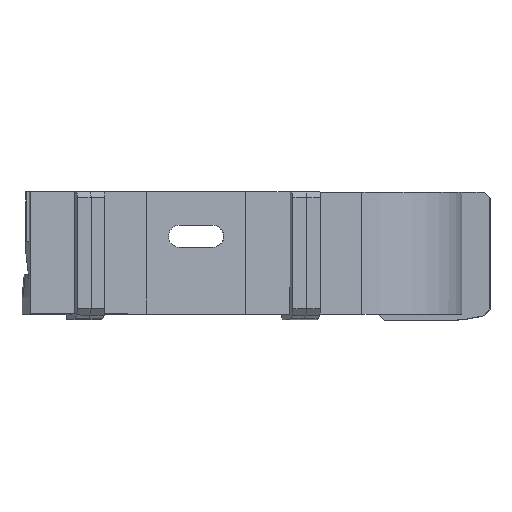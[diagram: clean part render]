
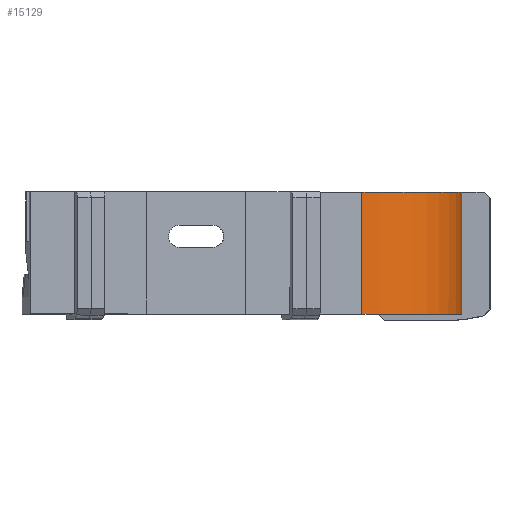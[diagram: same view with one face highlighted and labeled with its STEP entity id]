
A CAD part, left-side view. The second image highlights one B-rep face of the part: STEP entity #15129.
In plain terms, the highlighted cylindrical face has radius 20 mm (diameter 40 mm), a partial arc.
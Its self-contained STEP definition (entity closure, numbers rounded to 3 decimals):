
#15129 = ADVANCED_FACE('',(#15130),#15145,.T.);
#15130 = FACE_BOUND('',#15131,.F.);
#15131 = EDGE_LOOP('',(#15132,#15168,#15196,#15225));
#15132 = ORIENTED_EDGE('',*,*,#15133,.T.);
#15133 = EDGE_CURVE('',#15134,#15136,#15138,.T.);
#15134 = VERTEX_POINT('',#15135);
#15135 = CARTESIAN_POINT('',(0.,0.,0.));
#15136 = VERTEX_POINT('',#15137);
#15137 = CARTESIAN_POINT('',(-19.89,17.909,0.));
#15138 = SURFACE_CURVE('',#15139,(#15144,#15156),.PCURVE_S1.);
#15139 = CIRCLE('',#15140,20.);
#15140 = AXIS2_PLACEMENT_3D('',#15141,#15142,#15143);
#15141 = CARTESIAN_POINT('',(0.,20.,0.));
#15142 = DIRECTION('',(0.,0.,-1.));
#15143 = DIRECTION('',(0.,-1.,0.));
#15144 = PCURVE('',#15145,#15150);
#15145 = CYLINDRICAL_SURFACE('',#15146,20.);
#15146 = AXIS2_PLACEMENT_3D('',#15147,#15148,#15149);
#15147 = CARTESIAN_POINT('',(0.,20.,0.));
#15148 = DIRECTION('',(-0.,-0.,1.));
#15149 = DIRECTION('',(0.,-1.,0.));
#15150 = DEFINITIONAL_REPRESENTATION('',(#15151),#15155);
#15151 = LINE('',#15152,#15153);
#15152 = CARTESIAN_POINT('',(-0.,0.));
#15153 = VECTOR('',#15154,1.);
#15154 = DIRECTION('',(-1.,0.));
#15155 = ( GEOMETRIC_REPRESENTATION_CONTEXT(2) 
PARAMETRIC_REPRESENTATION_CONTEXT() REPRESENTATION_CONTEXT('2D SPACE',''
  ) );
#15156 = PCURVE('',#15157,#15162);
#15157 = PLANE('',#15158);
#15158 = AXIS2_PLACEMENT_3D('',#15159,#15160,#15161);
#15159 = CARTESIAN_POINT('',(0.,20.,0.));
#15160 = DIRECTION('',(0.,0.,-1.));
#15161 = DIRECTION('',(0.,-1.,0.));
#15162 = DEFINITIONAL_REPRESENTATION('',(#15163),#15167);
#15163 = CIRCLE('',#15164,20.);
#15164 = AXIS2_PLACEMENT_2D('',#15165,#15166);
#15165 = CARTESIAN_POINT('',(0.,0.));
#15166 = DIRECTION('',(1.,-0.));
#15167 = ( GEOMETRIC_REPRESENTATION_CONTEXT(2) 
PARAMETRIC_REPRESENTATION_CONTEXT() REPRESENTATION_CONTEXT('2D SPACE',''
  ) );
#15168 = ORIENTED_EDGE('',*,*,#15169,.T.);
#15169 = EDGE_CURVE('',#15136,#15170,#15172,.T.);
#15170 = VERTEX_POINT('',#15171);
#15171 = CARTESIAN_POINT('',(-19.89,17.909,22.));
#15172 = SURFACE_CURVE('',#15173,(#15177,#15184),.PCURVE_S1.);
#15173 = LINE('',#15174,#15175);
#15174 = CARTESIAN_POINT('',(-19.89,17.909,0.));
#15175 = VECTOR('',#15176,1.);
#15176 = DIRECTION('',(0.,0.,1.));
#15177 = PCURVE('',#15145,#15178);
#15178 = DEFINITIONAL_REPRESENTATION('',(#15179),#15183);
#15179 = LINE('',#15180,#15181);
#15180 = CARTESIAN_POINT('',(-1.466,0.));
#15181 = VECTOR('',#15182,1.);
#15182 = DIRECTION('',(-0.,1.));
#15183 = ( GEOMETRIC_REPRESENTATION_CONTEXT(2) 
PARAMETRIC_REPRESENTATION_CONTEXT() REPRESENTATION_CONTEXT('2D SPACE',''
  ) );
#15184 = PCURVE('',#15185,#15190);
#15185 = PLANE('',#15186);
#15186 = AXIS2_PLACEMENT_3D('',#15187,#15188,#15189);
#15187 = CARTESIAN_POINT('',(-15.751,18.344,
    7.662));
#15188 = DIRECTION('',(-0.105,0.995,0.));
#15189 = DIRECTION('',(0.,0.,1.));
#15190 = DEFINITIONAL_REPRESENTATION('',(#15191),#15195);
#15191 = LINE('',#15192,#15193);
#15192 = CARTESIAN_POINT('',(-7.662,-4.162));
#15193 = VECTOR('',#15194,1.);
#15194 = DIRECTION('',(1.,0.));
#15195 = ( GEOMETRIC_REPRESENTATION_CONTEXT(2) 
PARAMETRIC_REPRESENTATION_CONTEXT() REPRESENTATION_CONTEXT('2D SPACE',''
  ) );
#15196 = ORIENTED_EDGE('',*,*,#15197,.F.);
#15197 = EDGE_CURVE('',#15198,#15170,#15200,.T.);
#15198 = VERTEX_POINT('',#15199);
#15199 = CARTESIAN_POINT('',(0.,0.,22.));
#15200 = SURFACE_CURVE('',#15201,(#15206,#15213),.PCURVE_S1.);
#15201 = CIRCLE('',#15202,20.);
#15202 = AXIS2_PLACEMENT_3D('',#15203,#15204,#15205);
#15203 = CARTESIAN_POINT('',(0.,20.,22.));
#15204 = DIRECTION('',(0.,0.,-1.));
#15205 = DIRECTION('',(0.,-1.,0.));
#15206 = PCURVE('',#15145,#15207);
#15207 = DEFINITIONAL_REPRESENTATION('',(#15208),#15212);
#15208 = LINE('',#15209,#15210);
#15209 = CARTESIAN_POINT('',(-0.,22.));
#15210 = VECTOR('',#15211,1.);
#15211 = DIRECTION('',(-1.,0.));
#15212 = ( GEOMETRIC_REPRESENTATION_CONTEXT(2) 
PARAMETRIC_REPRESENTATION_CONTEXT() REPRESENTATION_CONTEXT('2D SPACE',''
  ) );
#15213 = PCURVE('',#15214,#15219);
#15214 = PLANE('',#15215);
#15215 = AXIS2_PLACEMENT_3D('',#15216,#15217,#15218);
#15216 = CARTESIAN_POINT('',(0.,20.,22.));
#15217 = DIRECTION('',(0.,0.,-1.));
#15218 = DIRECTION('',(0.,-1.,0.));
#15219 = DEFINITIONAL_REPRESENTATION('',(#15220),#15224);
#15220 = CIRCLE('',#15221,20.);
#15221 = AXIS2_PLACEMENT_2D('',#15222,#15223);
#15222 = CARTESIAN_POINT('',(0.,0.));
#15223 = DIRECTION('',(1.,0.));
#15224 = ( GEOMETRIC_REPRESENTATION_CONTEXT(2) 
PARAMETRIC_REPRESENTATION_CONTEXT() REPRESENTATION_CONTEXT('2D SPACE',''
  ) );
#15225 = ORIENTED_EDGE('',*,*,#15226,.F.);
#15226 = EDGE_CURVE('',#15134,#15198,#15227,.T.);
#15227 = SURFACE_CURVE('',#15228,(#15232,#15239),.PCURVE_S1.);
#15228 = LINE('',#15229,#15230);
#15229 = CARTESIAN_POINT('',(0.,0.,0.));
#15230 = VECTOR('',#15231,1.);
#15231 = DIRECTION('',(0.,0.,1.));
#15232 = PCURVE('',#15145,#15233);
#15233 = DEFINITIONAL_REPRESENTATION('',(#15234),#15238);
#15234 = LINE('',#15235,#15236);
#15235 = CARTESIAN_POINT('',(-0.,0.));
#15236 = VECTOR('',#15237,1.);
#15237 = DIRECTION('',(-0.,1.));
#15238 = ( GEOMETRIC_REPRESENTATION_CONTEXT(2) 
PARAMETRIC_REPRESENTATION_CONTEXT() REPRESENTATION_CONTEXT('2D SPACE',''
  ) );
#15239 = PCURVE('',#15240,#15245);
#15240 = PLANE('',#15241);
#15241 = AXIS2_PLACEMENT_3D('',#15242,#15243,#15244);
#15242 = CARTESIAN_POINT('',(0.,4.162,7.662));
#15243 = DIRECTION('',(-1.,0.,0.));
#15244 = DIRECTION('',(0.,0.,1.));
#15245 = DEFINITIONAL_REPRESENTATION('',(#15246),#15250);
#15246 = LINE('',#15247,#15248);
#15247 = CARTESIAN_POINT('',(-7.662,-4.162));
#15248 = VECTOR('',#15249,1.);
#15249 = DIRECTION('',(1.,0.));
#15250 = ( GEOMETRIC_REPRESENTATION_CONTEXT(2) 
PARAMETRIC_REPRESENTATION_CONTEXT() REPRESENTATION_CONTEXT('2D SPACE',''
  ) );
